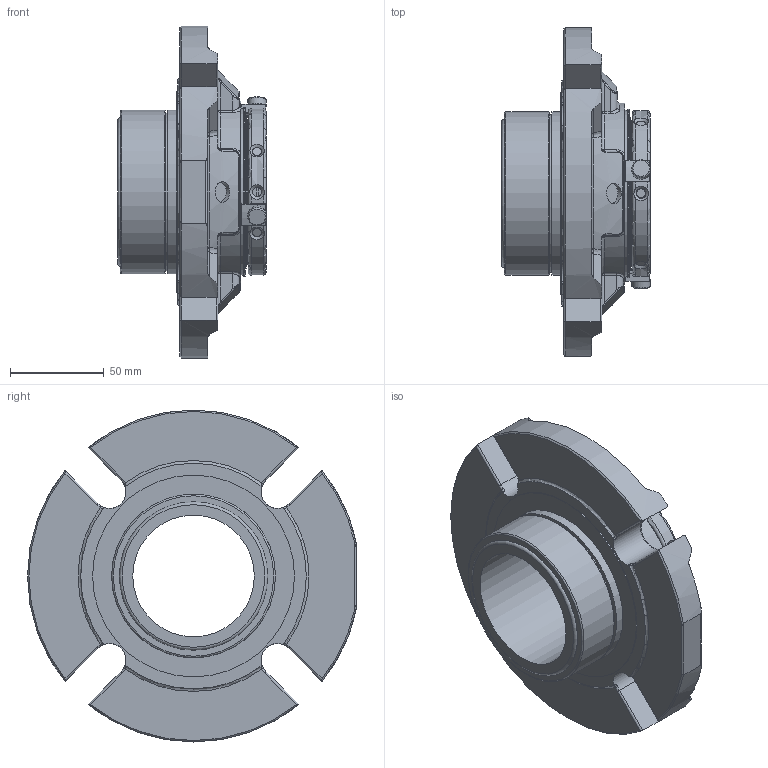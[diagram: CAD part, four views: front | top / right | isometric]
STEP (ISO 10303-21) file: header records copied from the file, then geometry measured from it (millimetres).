
FILE_DESCRIPTION(/* description */ ('Unknown'),/* implementation_level */ '2;1');
FILE_NAME(/* name */ '65mm',/* time_stamp */ '2023-02-14T11:56:27+00:00',/* author */ ('Unknown'),/* organization */ ('Unknown'),/* preprocessor_version */ 'ST-DEVELOPER v16.7',/* originating_system */ 'Solid Edge',/* authorisation */ 'Unknown');
FILE_SCHEMA (('TECHNICAL_DATA_PACKAGING','AUTOMOTIVE_DESIGN {1 0 10303 214 3 1 1}'));
Length unit declared in the file: millimetre
Products named in the file (1): 65mm
Bounding box: 79.64 x 175.92 x 177.55 mm (x, y, z)
Volume: 556109.7 mm3; surface area: 92624.2 mm2
Topology: 1 solids, 1 shells, 593 faces, 1548 edges, 979 vertices
Faces by surface type: plane 221, cylinder 153, bspline 89, torus 71, cone 43, sphere 16
Full cylindrical faces by diameter (mm): 3.761 x1, 4.917 x2, 6 x3, 10 x3, 10.998 x3, 64.999 x1, 69.825 x1, 77.775 x1, 79.35 x1, 84.277 x1, 87.3 x1, 87.63 x1, 88.849 x1, 90.373 x1, 107.95 x1
Entity records: 25007 total; most frequent: CARTESIAN_POINT 7570, ORIENTED_EDGE 2896, DIRECTION 2489, EDGE_CURVE 1448, AXIS2_PLACEMENT_3D 980, VERTEX_POINT 938, EDGE_LOOP 700, FACE_BOUND 700
